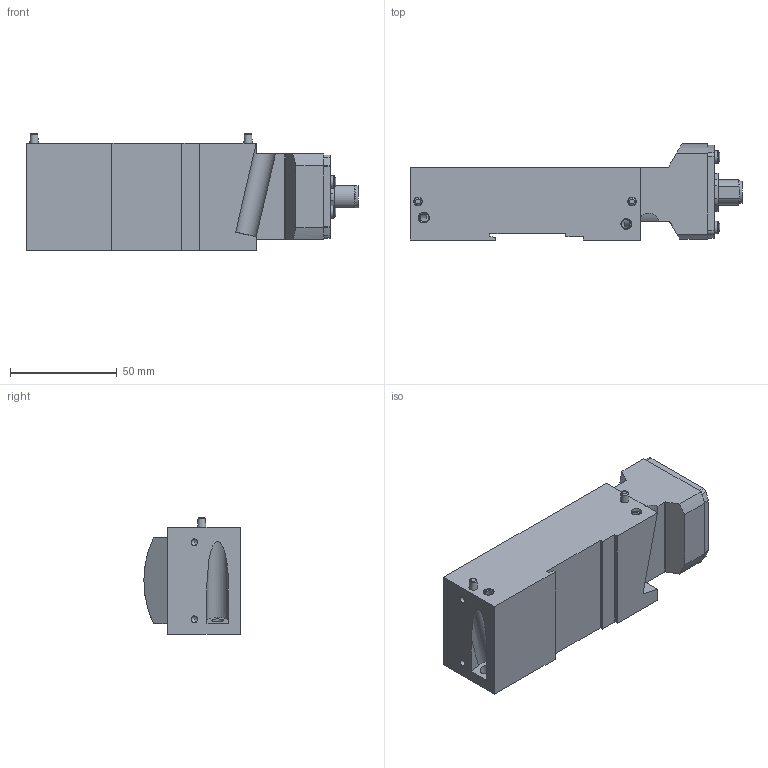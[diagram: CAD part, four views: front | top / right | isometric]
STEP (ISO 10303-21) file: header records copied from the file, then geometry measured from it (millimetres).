
FILE_DESCRIPTION(/* description */ ('STEP AP214'),/* implementation_level */ '2;1');
FILE_NAME(/* name */ '8098392_CPX-M-GE-EV-S-M12-5POL',/* time_stamp */ '2024-08-07T20:52:45+02:00',/* author */ ('License CC BY-ND 4.0'),/* organization */ ('CADENAS'),/* preprocessor_version */ 'ST-DEVELOPER v19.3',/* originating_system */ 'PARTsolutions',/* authorisation */ ' ');
FILE_SCHEMA (('AP203_CONFIGURATION_CONTROLLED_3D_DESIGN_OF_MECHANICAL_PARTS_AND_ASSEMBLIES_MIM_LF { 1 0 10303 203 3 1 4 }','AUTOMOTIVE_DESIGN {1 0 10303 214 3 1 1}'));
Length unit declared in the file: millimetre
Products named in the file (1): 8098392 CPX-M-GE-EV-S-M12-5POL---(0)
Bounding box: 155.2 x 45.01 x 54.55 mm (x, y, z)
Volume: 107364.2 mm3; surface area: 38392.8 mm2
Topology: 1 solids, 1 shells, 213 faces, 528 edges, 343 vertices
Faces by surface type: plane 105, cylinder 71, cone 19, torus 14, sphere 4
Full cylindrical faces by diameter (mm): 1.5 x4, 1.6 x1, 2.459 x4, 2.85 x2, 2.9 x2, 4.134 x2, 5 x2, 5.5 x2, 5.9 x4, 8.9 x1, 10.4 x1
Entity records: 5975 total; most frequent: CARTESIAN_POINT 1054, DIRECTION 1043, ORIENTED_EDGE 910, EDGE_CURVE 455, AXIS2_PLACEMENT_3D 390, VERTEX_POINT 333, FACE_BOUND 306, EDGE_LOOP 302
